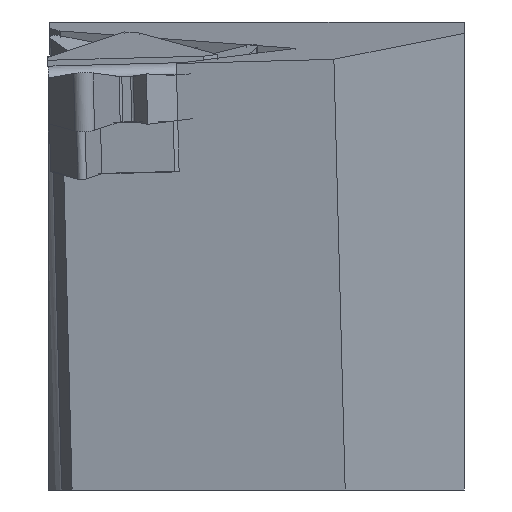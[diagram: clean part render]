
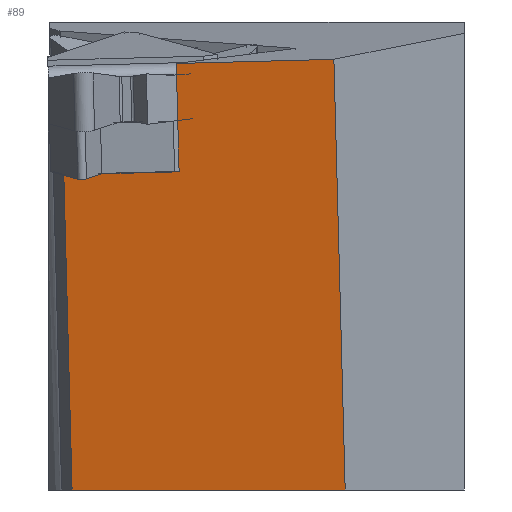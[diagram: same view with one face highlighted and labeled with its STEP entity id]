
A CAD part, left-side view. The second image highlights one B-rep face of the part: STEP entity #89.
In plain terms, the highlighted planar face has unit normal (-0.985, -0.004, -0.174).
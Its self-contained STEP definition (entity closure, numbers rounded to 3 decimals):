
#89=ADVANCED_FACE('',(#201),#153,.F.);
#153=PLANE('',#1287);
#201=FACE_OUTER_BOUND('',#265,.T.);
#265=EDGE_LOOP('',(#632,#633,#634,#635,#636,#637,#638));
#331=LINE('',#1742,#473);
#344=LINE('',#1767,#486);
#345=LINE('',#1770,#487);
#346=LINE('',#1772,#488);
#347=LINE('',#1774,#489);
#348=LINE('',#1776,#490);
#349=LINE('',#1777,#491);
#473=VECTOR('',#1396,1.);
#486=VECTOR('',#1413,1.);
#487=VECTOR('',#1414,1.);
#488=VECTOR('',#1415,1.);
#489=VECTOR('',#1416,1.);
#490=VECTOR('',#1417,1.);
#491=VECTOR('',#1418,1.);
#632=ORIENTED_EDGE('',*,*,#1104,.T.);
#633=ORIENTED_EDGE('',*,*,#1105,.T.);
#634=ORIENTED_EDGE('',*,*,#1106,.F.);
#635=ORIENTED_EDGE('',*,*,#1107,.F.);
#636=ORIENTED_EDGE('',*,*,#1108,.F.);
#637=ORIENTED_EDGE('',*,*,#1091,.F.);
#638=ORIENTED_EDGE('',*,*,#1109,.T.);
#973=VERTEX_POINT('',#1741);
#974=VERTEX_POINT('',#1743);
#984=VERTEX_POINT('',#1768);
#985=VERTEX_POINT('',#1769);
#986=VERTEX_POINT('',#1771);
#987=VERTEX_POINT('',#1773);
#988=VERTEX_POINT('',#1775);
#1091=EDGE_CURVE('',#973,#974,#331,.T.);
#1104=EDGE_CURVE('',#984,#985,#344,.T.);
#1105=EDGE_CURVE('',#985,#986,#345,.T.);
#1106=EDGE_CURVE('',#987,#986,#346,.T.);
#1107=EDGE_CURVE('',#988,#987,#347,.T.);
#1108=EDGE_CURVE('',#974,#988,#348,.T.);
#1109=EDGE_CURVE('',#973,#984,#349,.T.);
#1287=AXIS2_PLACEMENT_3D('',#1778,#1419,#1420);
#1396=DIRECTION('',(0.,-1.,0.026));
#1413=DIRECTION('',(0.174,-0.026,-0.984));
#1414=DIRECTION('',(0.,1.,-0.026));
#1415=DIRECTION('',(-0.174,0.026,0.984));
#1416=DIRECTION('',(-0.005,1.,0.));
#1417=DIRECTION('',(0.174,-0.026,-0.984));
#1418=DIRECTION('',(0.174,-0.026,-0.984));
#1419=DIRECTION('',(0.985,0.005,0.174));
#1420=DIRECTION('',(0.174,0.,-0.985));
#1741=CARTESIAN_POINT('',(3.765,22.156,0.81));
#1742=CARTESIAN_POINT('',(3.765,31.023,0.578));
#1743=CARTESIAN_POINT('',(3.765,10.03,1.127));
#1767=CARTESIAN_POINT('',(3.492,22.196,2.355));
#1768=CARTESIAN_POINT('',(4.54,22.041,-3.581));
#1769=CARTESIAN_POINT('',(5.229,21.938,-7.489));
#1770=CARTESIAN_POINT('',(5.229,30.805,-7.722));
#1771=CARTESIAN_POINT('',(5.229,30.805,-7.722));
#1772=CARTESIAN_POINT('',(10.659,29.999,-38.506));
#1773=CARTESIAN_POINT('',(9.511,30.17,-32.));
#1774=CARTESIAN_POINT('',(9.512,29.994,-32.));
#1775=CARTESIAN_POINT('',(9.608,9.162,-32.));
#1776=CARTESIAN_POINT('',(10.659,9.006,-37.956));
#1777=CARTESIAN_POINT('',(3.492,22.196,2.355));
#1778=CARTESIAN_POINT('',(10.659,29.999,-38.506));
